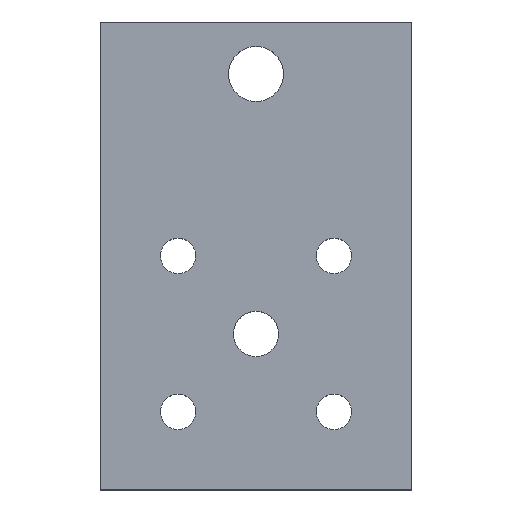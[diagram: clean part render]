
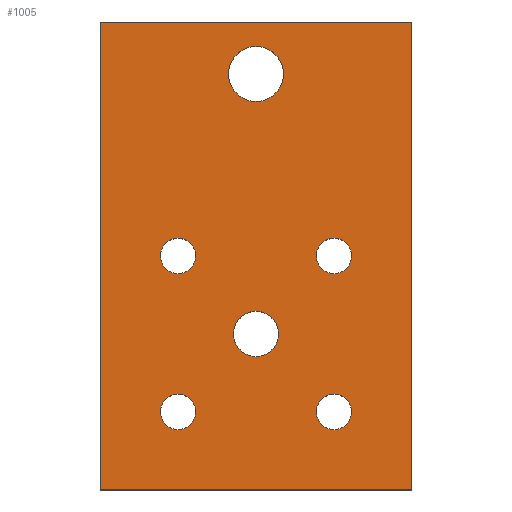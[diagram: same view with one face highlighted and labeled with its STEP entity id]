
A CAD part, top view. The second image highlights one B-rep face of the part: STEP entity #1005.
In plain terms, the highlighted planar face has unit normal (0, 0, 1).
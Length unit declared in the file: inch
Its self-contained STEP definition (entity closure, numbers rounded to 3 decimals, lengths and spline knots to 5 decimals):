
#135=CARTESIAN_POINT('',(1.235,4.,0.));
#136=VERTEX_POINT('',#135);
#145=CARTESIAN_POINT('',(1.765,4.,0.));
#146=VERTEX_POINT('',#145);
#147=CARTESIAN_POINT('',(1.5,4.,0.));
#148=DIRECTION('',(0.0,0.0,-1.0));
#149=DIRECTION('',(-1.0,0.0,0.0));
#150=AXIS2_PLACEMENT_3D('',#147,#148,#149);
#151=CIRCLE('',#150,0.265);
#152=EDGE_CURVE('',#146,#136,#151,.T.);
#177=CARTESIAN_POINT('',(0.58,2.25,0.));
#178=VERTEX_POINT('',#177);
#187=CARTESIAN_POINT('',(0.92,2.25,0.));
#188=VERTEX_POINT('',#187);
#189=CARTESIAN_POINT('',(0.75,2.25,0.));
#190=DIRECTION('',(0.0,0.0,-1.0));
#191=DIRECTION('',(-1.0,0.0,0.0));
#192=AXIS2_PLACEMENT_3D('',#189,#190,#191);
#193=CIRCLE('',#192,0.17);
#194=EDGE_CURVE('',#188,#178,#193,.T.);
#261=CARTESIAN_POINT('',(2.08,2.25,0.));
#262=VERTEX_POINT('',#261);
#271=CARTESIAN_POINT('',(2.42,2.25,0.));
#272=VERTEX_POINT('',#271);
#273=CARTESIAN_POINT('',(2.25,2.25,0.));
#274=DIRECTION('',(0.0,0.0,-1.0));
#275=DIRECTION('',(-1.0,0.0,0.0));
#276=AXIS2_PLACEMENT_3D('',#273,#274,#275);
#277=CIRCLE('',#276,0.17);
#278=EDGE_CURVE('',#272,#262,#277,.T.);
#345=CARTESIAN_POINT('',(1.282,1.5,0.));
#346=VERTEX_POINT('',#345);
#355=CARTESIAN_POINT('',(1.718,1.5,0.));
#356=VERTEX_POINT('',#355);
#357=CARTESIAN_POINT('',(1.5,1.5,0.));
#358=DIRECTION('',(0.0,0.0,-1.0));
#359=DIRECTION('',(-1.0,0.0,0.0));
#360=AXIS2_PLACEMENT_3D('',#357,#358,#359);
#361=CIRCLE('',#360,0.218);
#362=EDGE_CURVE('',#356,#346,#361,.T.);
#429=CARTESIAN_POINT('',(0.58,0.75,0.));
#430=VERTEX_POINT('',#429);
#439=CARTESIAN_POINT('',(0.92,0.75,0.));
#440=VERTEX_POINT('',#439);
#441=CARTESIAN_POINT('',(0.75,0.75,0.));
#442=DIRECTION('',(0.0,0.0,-1.0));
#443=DIRECTION('',(-1.0,0.0,0.0));
#444=AXIS2_PLACEMENT_3D('',#441,#442,#443);
#445=CIRCLE('',#444,0.17);
#446=EDGE_CURVE('',#440,#430,#445,.T.);
#513=CARTESIAN_POINT('',(2.08,0.75,0.));
#514=VERTEX_POINT('',#513);
#523=CARTESIAN_POINT('',(2.42,0.75,0.));
#524=VERTEX_POINT('',#523);
#525=CARTESIAN_POINT('',(2.25,0.75,0.));
#526=DIRECTION('',(0.0,0.0,-1.0));
#527=DIRECTION('',(-1.0,0.0,0.0));
#528=AXIS2_PLACEMENT_3D('',#525,#526,#527);
#529=CIRCLE('',#528,0.17);
#530=EDGE_CURVE('',#524,#514,#529,.T.);
#564=CARTESIAN_POINT('',(2.25,0.75,0.));
#565=DIRECTION('',(0.0,0.0,-1.0));
#566=DIRECTION('',(-1.0,0.0,0.0));
#567=AXIS2_PLACEMENT_3D('',#564,#565,#566);
#568=CIRCLE('',#567,0.17);
#569=EDGE_CURVE('',#514,#524,#568,.T.);
#626=CARTESIAN_POINT('',(0.75,0.75,0.));
#627=DIRECTION('',(0.0,0.0,-1.0));
#628=DIRECTION('',(-1.0,0.0,0.0));
#629=AXIS2_PLACEMENT_3D('',#626,#627,#628);
#630=CIRCLE('',#629,0.17);
#631=EDGE_CURVE('',#430,#440,#630,.T.);
#688=CARTESIAN_POINT('',(1.5,1.5,0.));
#689=DIRECTION('',(0.0,0.0,-1.0));
#690=DIRECTION('',(-1.0,0.0,0.0));
#691=AXIS2_PLACEMENT_3D('',#688,#689,#690);
#692=CIRCLE('',#691,0.218);
#693=EDGE_CURVE('',#346,#356,#692,.T.);
#750=CARTESIAN_POINT('',(2.25,2.25,0.));
#751=DIRECTION('',(0.0,0.0,-1.0));
#752=DIRECTION('',(-1.0,0.0,0.0));
#753=AXIS2_PLACEMENT_3D('',#750,#751,#752);
#754=CIRCLE('',#753,0.17);
#755=EDGE_CURVE('',#262,#272,#754,.T.);
#812=CARTESIAN_POINT('',(0.75,2.25,0.));
#813=DIRECTION('',(0.0,0.0,-1.0));
#814=DIRECTION('',(-1.0,0.0,0.0));
#815=AXIS2_PLACEMENT_3D('',#812,#813,#814);
#816=CIRCLE('',#815,0.17);
#817=EDGE_CURVE('',#178,#188,#816,.T.);
#836=CARTESIAN_POINT('',(1.5,4.,0.));
#837=DIRECTION('',(0.0,0.0,-1.0));
#838=DIRECTION('',(-1.0,0.0,0.0));
#839=AXIS2_PLACEMENT_3D('',#836,#837,#838);
#840=CIRCLE('',#839,0.265);
#841=EDGE_CURVE('',#136,#146,#840,.T.);
#851=CARTESIAN_POINT('',(0.0,0.0,0.0));
#852=VERTEX_POINT('',#851);
#853=CARTESIAN_POINT('',(0.0,4.5,0.));
#854=VERTEX_POINT('',#853);
#855=CARTESIAN_POINT('',(0.0,0.0,0.0));
#856=DIRECTION('',(0.0,1.0,0.0));
#857=VECTOR('',#856,4.5);
#858=LINE('',#855,#857);
#859=EDGE_CURVE('',#852,#854,#858,.T.);
#891=CARTESIAN_POINT('',(3.0,4.5,0.));
#892=VERTEX_POINT('',#891);
#893=CARTESIAN_POINT('',(0.0,4.5,0.));
#894=DIRECTION('',(1.0,0.0,0.0));
#895=VECTOR('',#894,3.0);
#896=LINE('',#893,#895);
#897=EDGE_CURVE('',#854,#892,#896,.T.);
#922=CARTESIAN_POINT('',(3.0,0.0,0.));
#923=VERTEX_POINT('',#922);
#924=CARTESIAN_POINT('',(3.0,4.5,0.));
#925=DIRECTION('',(0.0,-1.0,0.0));
#926=VECTOR('',#925,4.5);
#927=LINE('',#924,#926);
#928=EDGE_CURVE('',#892,#923,#927,.T.);
#953=CARTESIAN_POINT('',(3.0,0.0,0.));
#954=DIRECTION('',(-1.0,0.0,0.0));
#955=VECTOR('',#954,3.0);
#956=LINE('',#953,#955);
#957=EDGE_CURVE('',#923,#852,#956,.T.);
#970=CARTESIAN_POINT('',(0.0,0.0,0.0));
#971=DIRECTION('',(0.0,0.0,1.0));
#972=DIRECTION('',(1.0,0.0,0.0));
#973=AXIS2_PLACEMENT_3D('',#970,#971,#972);
#974=PLANE('',#973);
#975=ORIENTED_EDGE('',*,*,#859,.F.);
#976=ORIENTED_EDGE('',*,*,#957,.F.);
#977=ORIENTED_EDGE('',*,*,#928,.F.);
#978=ORIENTED_EDGE('',*,*,#897,.F.);
#979=EDGE_LOOP('',(#975,#976,#977,#978));
#980=FACE_OUTER_BOUND('',#979,.T.);
#981=ORIENTED_EDGE('',*,*,#569,.T.);
#982=ORIENTED_EDGE('',*,*,#530,.T.);
#983=EDGE_LOOP('',(#981,#982));
#984=FACE_BOUND('',#983,.T.);
#985=ORIENTED_EDGE('',*,*,#631,.T.);
#986=ORIENTED_EDGE('',*,*,#446,.T.);
#987=EDGE_LOOP('',(#985,#986));
#988=FACE_BOUND('',#987,.T.);
#989=ORIENTED_EDGE('',*,*,#693,.T.);
#990=ORIENTED_EDGE('',*,*,#362,.T.);
#991=EDGE_LOOP('',(#989,#990));
#992=FACE_BOUND('',#991,.T.);
#993=ORIENTED_EDGE('',*,*,#755,.T.);
#994=ORIENTED_EDGE('',*,*,#278,.T.);
#995=EDGE_LOOP('',(#993,#994));
#996=FACE_BOUND('',#995,.T.);
#997=ORIENTED_EDGE('',*,*,#817,.T.);
#998=ORIENTED_EDGE('',*,*,#194,.T.);
#999=EDGE_LOOP('',(#997,#998));
#1000=FACE_BOUND('',#999,.T.);
#1001=ORIENTED_EDGE('',*,*,#841,.T.);
#1002=ORIENTED_EDGE('',*,*,#152,.T.);
#1003=EDGE_LOOP('',(#1001,#1002));
#1004=FACE_BOUND('',#1003,.T.);
#1005=ADVANCED_FACE('',(#980,#984,#988,#992,#996,#1000,#1004),#974,.T.);
